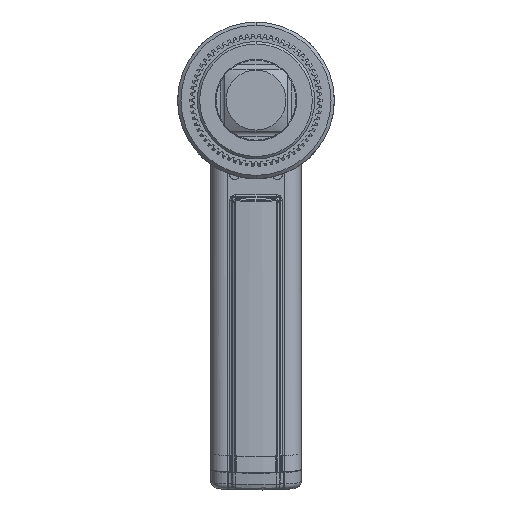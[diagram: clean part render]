
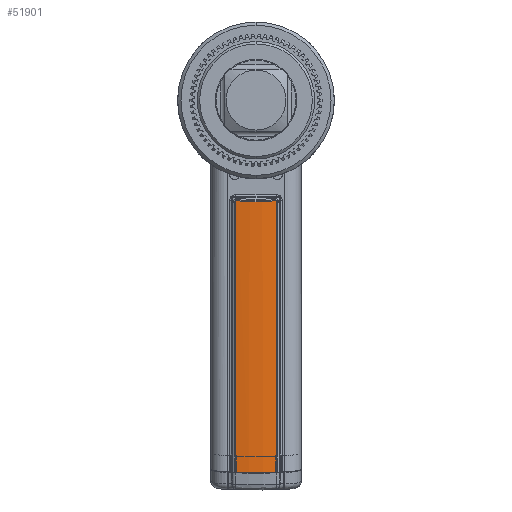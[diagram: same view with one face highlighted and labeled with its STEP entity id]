
A CAD part, top view. The second image highlights one B-rep face of the part: STEP entity #51901.
In plain terms, the highlighted cylindrical face has radius 86.25 mm (diameter 172.5 mm), a partial arc.
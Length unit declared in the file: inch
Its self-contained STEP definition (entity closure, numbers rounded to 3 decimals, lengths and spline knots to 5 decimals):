
#41957=DIRECTION('',(0.,-1.,0.));
#41958=VECTOR('',#41957,6.5104);
#41959=CARTESIAN_POINT('',(-0.50631,-2.44629,
0.25632));
#41960=LINE('',#41959,#41958);
#41961=CARTESIAN_POINT('',(-0.45627,-2.41151,
0.26348));
#41962=CARTESIAN_POINT('',(-0.46208,-2.41074,
0.26269));
#41963=CARTESIAN_POINT('',(-0.4729,-2.41037,
0.2612));
#41964=CARTESIAN_POINT('',(-0.48747,-2.41374,
0.25911));
#41965=CARTESIAN_POINT('',(-0.49823,-2.42112,
0.25753));
#41966=CARTESIAN_POINT('',(-0.50477,-2.43184,
0.25655));
#41967=CARTESIAN_POINT('',(-0.50631,-2.44111,
0.25632));
#41968=CARTESIAN_POINT('',(-0.50631,-2.44629,
0.25632));
#41970=CARTESIAN_POINT('',(0.45627,-2.41151,
0.26348));
#41971=CARTESIAN_POINT('',(0.35554,-2.42481,
0.27713));
#41972=CARTESIAN_POINT('',(0.15284,-2.44261,
0.29541));
#41973=CARTESIAN_POINT('',(-0.15276,-2.44262,
0.29542));
#41974=CARTESIAN_POINT('',(-0.35551,-2.42481,
0.27714));
#41975=CARTESIAN_POINT('',(-0.45627,-2.41151,
0.26348));
#41977=CARTESIAN_POINT('',(0.50631,-2.44629,
0.25632));
#41978=CARTESIAN_POINT('',(0.50631,-2.44111,
0.25632));
#41979=CARTESIAN_POINT('',(0.50477,-2.43184,
0.25655));
#41980=CARTESIAN_POINT('',(0.49823,-2.42113,
0.25753));
#41981=CARTESIAN_POINT('',(0.48748,-2.41374,
0.25911));
#41982=CARTESIAN_POINT('',(0.4729,-2.41037,
0.2612));
#41983=CARTESIAN_POINT('',(0.46208,-2.41074,
0.26269));
#41984=CARTESIAN_POINT('',(0.45627,-2.41151,
0.26348));
#41986=DIRECTION('',(0.,1.,0.));
#41987=VECTOR('',#41986,6.5104);
#41988=CARTESIAN_POINT('',(0.50631,-8.95669,
0.25632));
#41989=LINE('',#41988,#41987);
#41999=CARTESIAN_POINT('',(0.,-8.95669,-3.1014));
#42000=DIRECTION('',(0.,-1.,0.));
#42001=DIRECTION('',(0.149,0.,0.989));
#42002=AXIS2_PLACEMENT_3D('',#41999,#42000,#42001);
#49668=CARTESIAN_POINT('',(0.50631,-8.95669,
0.25632));
#49669=CARTESIAN_POINT('',(-0.50631,-8.95669,
0.25632));
#49670=VERTEX_POINT('',#49668);
#49671=VERTEX_POINT('',#49669);
#49678=VERTEX_POINT('',#41961);
#49679=VERTEX_POINT('',#41968);
#49680=VERTEX_POINT('',#41970);
#49681=VERTEX_POINT('',#41977);
#51883=CARTESIAN_POINT('',(0.,-2.22834,-3.1014));
#51884=DIRECTION('',(0.,-1.,0.));
#51885=DIRECTION('',(1.,0.,0.));
#51886=AXIS2_PLACEMENT_3D('',#51883,#51884,#51885);
#51887=CYLINDRICAL_SURFACE('',#51886,3.39567);
#51889=ORIENTED_EDGE('',*,*,#51888,.T.);
#51891=ORIENTED_EDGE('',*,*,#51890,.F.);
#51893=ORIENTED_EDGE('',*,*,#51892,.F.);
#51894=ORIENTED_EDGE('',*,*,#51873,.F.);
#51896=ORIENTED_EDGE('',*,*,#51895,.F.);
#51898=ORIENTED_EDGE('',*,*,#51897,.F.);
#51899=EDGE_LOOP('',(#51889,#51891,#51893,#51894,#51896,#51898));
#51900=FACE_OUTER_BOUND('',#51899,.F.);
#51901=ADVANCED_FACE('',(#51900),#51887,.T.);
#41969=B_SPLINE_CURVE_WITH_KNOTS('',3,(#41961,#41962,#41963,#41964,#41965,
#41966,#41967,#41968),.UNSPECIFIED.,.F.,.F.,(4,1,1,1,1,4),(0.,0.2,0.4,
0.6,0.8,1.),.UNSPECIFIED.);
#41976=B_SPLINE_CURVE_WITH_KNOTS('',3,(#41970,#41971,#41972,#41973,#41974,
#41975),.UNSPECIFIED.,.F.,.F.,(4,1,1,4),(0.,0.33333,
0.66667,1.),.UNSPECIFIED.);
#41985=B_SPLINE_CURVE_WITH_KNOTS('',3,(#41977,#41978,#41979,#41980,#41981,
#41982,#41983,#41984),.UNSPECIFIED.,.F.,.F.,(4,1,1,1,1,4),(0.,0.2,0.4,
0.6,0.8,1.),.UNSPECIFIED.);
#42003=CIRCLE('',#42002,3.39567);
#51873=EDGE_CURVE('',#49680,#49678,#41976,.T.);
#51888=EDGE_CURVE('',#49670,#49671,#42003,.T.);
#51890=EDGE_CURVE('',#49679,#49671,#41960,.T.);
#51892=EDGE_CURVE('',#49678,#49679,#41969,.T.);
#51895=EDGE_CURVE('',#49681,#49680,#41985,.T.);
#51897=EDGE_CURVE('',#49670,#49681,#41989,.T.);
